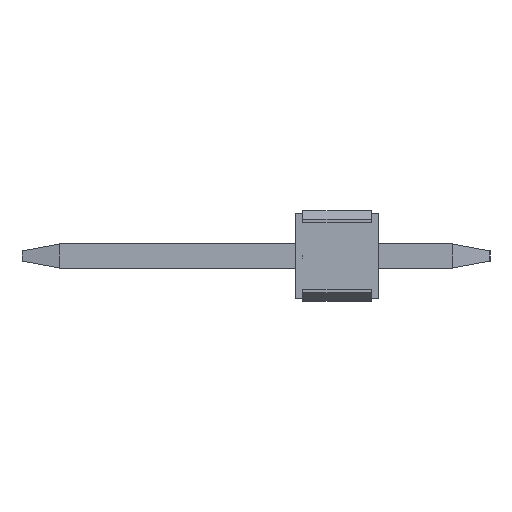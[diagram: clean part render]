
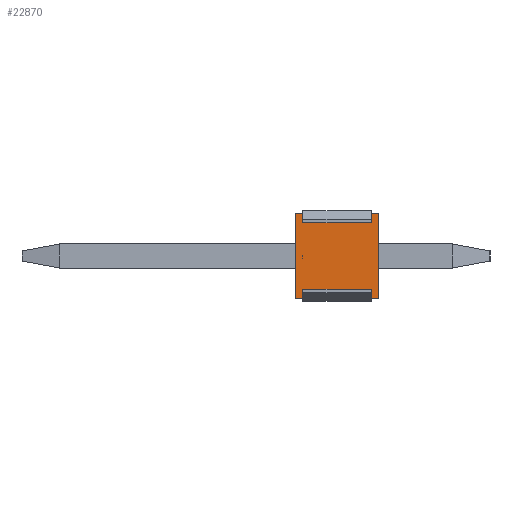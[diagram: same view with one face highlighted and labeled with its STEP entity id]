
A CAD part, left-side view. The second image highlights one B-rep face of the part: STEP entity #22870.
In plain terms, the highlighted planar face has unit normal (-1, 0, 0).
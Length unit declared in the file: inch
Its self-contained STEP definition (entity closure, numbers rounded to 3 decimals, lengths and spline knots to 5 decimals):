
#4465=DIRECTION('',(0.,0.,1.));
#4466=VECTOR('',#4465,0.01);
#4467=CARTESIAN_POINT('',(-1.1875,0.037,-0.046));
#4468=LINE('',#4467,#4466);
#4469=DIRECTION('',(0.,-1.,0.));
#4470=VECTOR('',#4469,0.008);
#4471=CARTESIAN_POINT('',(-1.1875,0.045,-0.046));
#4472=LINE('',#4471,#4470);
#4473=DIRECTION('',(0.,0.,-1.));
#4474=VECTOR('',#4473,0.092);
#4475=CARTESIAN_POINT('',(-1.1875,0.045,0.046));
#4476=LINE('',#4475,#4474);
#4477=DIRECTION('',(0.,1.,0.));
#4478=VECTOR('',#4477,0.008);
#4479=CARTESIAN_POINT('',(-1.1875,0.037,0.046));
#4480=LINE('',#4479,#4478);
#4481=DIRECTION('',(0.,0.,1.));
#4482=VECTOR('',#4481,0.01);
#4483=CARTESIAN_POINT('',(-1.1875,0.037,0.036));
#4484=LINE('',#4483,#4482);
#4485=DIRECTION('',(0.,-1.,0.));
#4486=VECTOR('',#4485,0.074);
#4487=CARTESIAN_POINT('',(-1.1875,0.037,0.036));
#4488=LINE('',#4487,#4486);
#4489=DIRECTION('',(0.,0.,1.));
#4490=VECTOR('',#4489,0.01);
#4491=CARTESIAN_POINT('',(-1.1875,-0.037,0.036));
#4492=LINE('',#4491,#4490);
#4493=DIRECTION('',(0.,1.,0.));
#4494=VECTOR('',#4493,0.008);
#4495=CARTESIAN_POINT('',(-1.1875,-0.045,0.046));
#4496=LINE('',#4495,#4494);
#4497=DIRECTION('',(0.,0.,1.));
#4498=VECTOR('',#4497,0.092);
#4499=CARTESIAN_POINT('',(-1.1875,-0.045,-0.046));
#4500=LINE('',#4499,#4498);
#4501=DIRECTION('',(0.,-1.,0.));
#4502=VECTOR('',#4501,0.008);
#4503=CARTESIAN_POINT('',(-1.1875,-0.037,-0.046));
#4504=LINE('',#4503,#4502);
#4505=DIRECTION('',(0.,0.,1.));
#4506=VECTOR('',#4505,0.01);
#4507=CARTESIAN_POINT('',(-1.1875,-0.037,-0.046));
#4508=LINE('',#4507,#4506);
#4509=DIRECTION('',(0.,-1.,0.));
#4510=VECTOR('',#4509,0.074);
#4511=CARTESIAN_POINT('',(-1.1875,0.037,-0.036));
#4512=LINE('',#4511,#4510);
#12833=CARTESIAN_POINT('',(-1.1875,0.045,0.046));
#12834=CARTESIAN_POINT('',(-1.1875,0.045,-0.046));
#12835=VERTEX_POINT('',#12833);
#12836=VERTEX_POINT('',#12834);
#12837=CARTESIAN_POINT('',(-1.1875,-0.045,-0.046));
#12838=CARTESIAN_POINT('',(-1.1875,-0.045,0.046));
#12839=VERTEX_POINT('',#12837);
#12840=VERTEX_POINT('',#12838);
#12841=CARTESIAN_POINT('',(-1.1875,0.037,-0.036));
#12843=VERTEX_POINT('',#12841);
#12849=CARTESIAN_POINT('',(-1.1875,-0.037,-0.036));
#12851=VERTEX_POINT('',#12849);
#12993=CARTESIAN_POINT('',(-1.1875,0.037,-0.046));
#12994=VERTEX_POINT('',#12993);
#12995=CARTESIAN_POINT('',(-1.1875,0.037,0.036));
#12996=CARTESIAN_POINT('',(-1.1875,0.037,0.046));
#12997=VERTEX_POINT('',#12995);
#12998=VERTEX_POINT('',#12996);
#12999=CARTESIAN_POINT('',(-1.1875,-0.037,-0.046));
#13000=VERTEX_POINT('',#12999);
#13001=CARTESIAN_POINT('',(-1.1875,-0.037,0.036));
#13002=CARTESIAN_POINT('',(-1.1875,-0.037,0.046));
#13003=VERTEX_POINT('',#13001);
#13004=VERTEX_POINT('',#13002);
#22844=CARTESIAN_POINT('',(-1.1875,0.,0.));
#22845=DIRECTION('',(-1.,0.,0.));
#22846=DIRECTION('',(0.,0.,1.));
#22847=AXIS2_PLACEMENT_3D('',#22844,#22845,#22846);
#22848=PLANE('',#22847);
#22849=ORIENTED_EDGE('',*,*,#16960,.F.);
#22850=ORIENTED_EDGE('',*,*,#20513,.F.);
#22851=ORIENTED_EDGE('',*,*,#19803,.F.);
#22852=ORIENTED_EDGE('',*,*,#18864,.F.);
#22853=ORIENTED_EDGE('',*,*,#17278,.F.);
#22855=ORIENTED_EDGE('',*,*,#22854,.T.);
#22857=ORIENTED_EDGE('',*,*,#22856,.T.);
#22859=ORIENTED_EDGE('',*,*,#22858,.F.);
#22861=ORIENTED_EDGE('',*,*,#22860,.F.);
#22863=ORIENTED_EDGE('',*,*,#22862,.F.);
#22865=ORIENTED_EDGE('',*,*,#22864,.T.);
#22867=ORIENTED_EDGE('',*,*,#22866,.F.);
#22868=EDGE_LOOP('',(#22849,#22850,#22851,#22852,#22853,#22855,#22857,#22859,
#22861,#22863,#22865,#22867));
#22869=FACE_OUTER_BOUND('',#22868,.F.);
#22870=ADVANCED_FACE('',(#22869),#22848,.T.);
#16960=EDGE_CURVE('',#12994,#12843,#4468,.T.);
#17278=EDGE_CURVE('',#12997,#12998,#4484,.T.);
#18864=EDGE_CURVE('',#12998,#12835,#4480,.T.);
#19803=EDGE_CURVE('',#12835,#12836,#4476,.T.);
#20513=EDGE_CURVE('',#12836,#12994,#4472,.T.);
#22854=EDGE_CURVE('',#12997,#13003,#4488,.T.);
#22856=EDGE_CURVE('',#13003,#13004,#4492,.T.);
#22858=EDGE_CURVE('',#12840,#13004,#4496,.T.);
#22860=EDGE_CURVE('',#12839,#12840,#4500,.T.);
#22862=EDGE_CURVE('',#13000,#12839,#4504,.T.);
#22864=EDGE_CURVE('',#13000,#12851,#4508,.T.);
#22866=EDGE_CURVE('',#12843,#12851,#4512,.T.);
